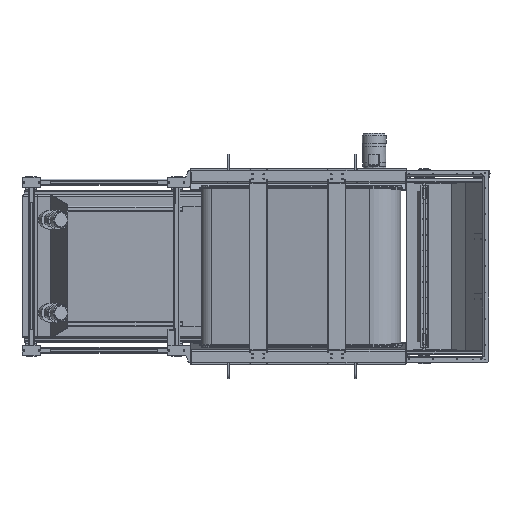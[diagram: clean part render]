
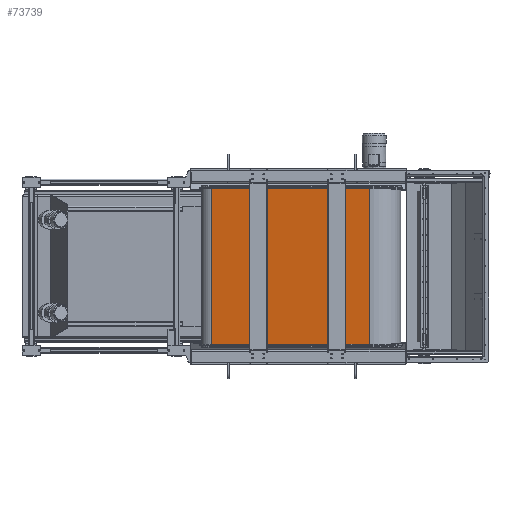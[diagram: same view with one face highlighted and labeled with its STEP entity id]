
A CAD part, front view. The second image highlights one B-rep face of the part: STEP entity #73739.
In plain terms, the highlighted face is planar.
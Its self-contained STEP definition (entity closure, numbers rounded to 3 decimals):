
#3774=FACE_OUTER_BOUND('',#7751,.T.);
#7751=EDGE_LOOP('',(#51340,#51341,#51342,#51343));
#12670=LINE('',#112475,#19931);
#12700=LINE('',#112555,#19961);
#12701=LINE('',#112557,#19962);
#12702=LINE('',#112558,#19963);
#19931=VECTOR('',#89444,10.);
#19961=VECTOR('',#89532,10.);
#19962=VECTOR('',#89533,10.);
#19963=VECTOR('',#89534,10.);
#29869=VERTEX_POINT('',#112472);
#29870=VERTEX_POINT('',#112474);
#29891=VERTEX_POINT('',#112554);
#29892=VERTEX_POINT('',#112556);
#37701=EDGE_CURVE('',#29870,#29869,#12670,.T.);
#37741=EDGE_CURVE('',#29869,#29891,#12700,.T.);
#37742=EDGE_CURVE('',#29891,#29892,#12701,.T.);
#37743=EDGE_CURVE('',#29892,#29870,#12702,.T.);
#51340=ORIENTED_EDGE('',*,*,#37701,.T.);
#51341=ORIENTED_EDGE('',*,*,#37741,.T.);
#51342=ORIENTED_EDGE('',*,*,#37742,.T.);
#51343=ORIENTED_EDGE('',*,*,#37743,.T.);
#67421=PLANE('',#78965);
#73739=ADVANCED_FACE('',(#3774),#67421,.T.);
#78965=AXIS2_PLACEMENT_3D('',#112553,#89530,#89531);
#89444=DIRECTION('',(0.984,0.181,0.));
#89530=DIRECTION('center_axis',(0.181,-0.984,0.));
#89531=DIRECTION('ref_axis',(0.,0.,-1.));
#89532=DIRECTION('',(0.,0.,1.));
#89533=DIRECTION('',(-0.984,-0.181,0.));
#89534=DIRECTION('',(0.,0.,-1.));
#112472=CARTESIAN_POINT('',(2176.17,36.656,-1041.5));
#112474=CARTESIAN_POINT('',(64.48,-351.129,-1041.5));
#112475=CARTESIAN_POINT('',(2191.58,39.486,-1041.5));
#112553=CARTESIAN_POINT('Origin',(2176.17,36.656,0.));
#112554=CARTESIAN_POINT('',(2176.17,36.656,1041.5));
#112555=CARTESIAN_POINT('',(2176.17,36.656,0.));
#112556=CARTESIAN_POINT('',(64.48,-351.129,1041.5));
#112557=CARTESIAN_POINT('',(2191.58,39.486,1041.5));
#112558=CARTESIAN_POINT('',(64.48,-351.129,0.));
